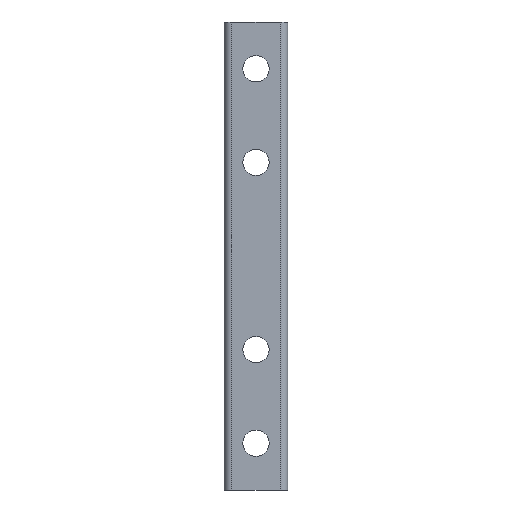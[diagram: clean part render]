
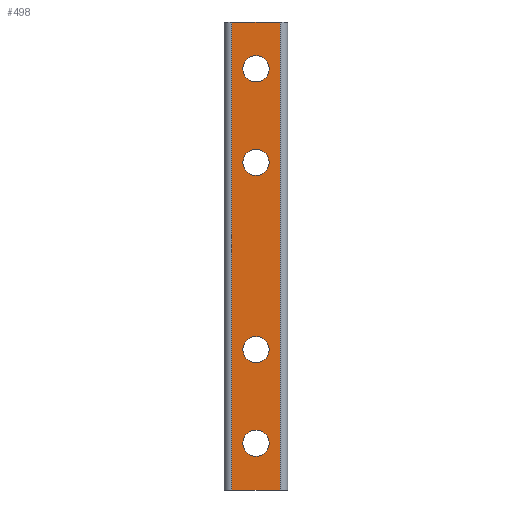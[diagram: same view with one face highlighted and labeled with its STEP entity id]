
A CAD part, front view. The second image highlights one B-rep face of the part: STEP entity #498.
In plain terms, the highlighted planar face has unit normal (0, -1, 0).
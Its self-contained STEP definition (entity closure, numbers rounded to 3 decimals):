
#15=FACE_BOUND('',#93,.T.);
#16=FACE_BOUND('',#94,.T.);
#17=FACE_BOUND('',#95,.T.);
#18=FACE_BOUND('',#96,.T.);
#34=PLANE('',#571);
#62=FACE_OUTER_BOUND('',#92,.T.);
#92=EDGE_LOOP('',(#419,#420,#421,#422));
#93=EDGE_LOOP('',(#423));
#94=EDGE_LOOP('',(#424));
#95=EDGE_LOOP('',(#425));
#96=EDGE_LOOP('',(#426));
#137=LINE('',#832,#181);
#142=LINE('',#849,#186);
#145=LINE('',#855,#189);
#146=LINE('',#856,#190);
#181=VECTOR('',#678,10.);
#186=VECTOR('',#701,10.);
#189=VECTOR('',#706,10.);
#190=VECTOR('',#707,10.);
#205=CIRCLE('',#549,7.);
#207=CIRCLE('',#552,7.);
#209=CIRCLE('',#555,7.);
#211=CIRCLE('',#558,7.);
#244=VERTEX_POINT('',#804);
#246=VERTEX_POINT('',#810);
#248=VERTEX_POINT('',#816);
#250=VERTEX_POINT('',#822);
#252=VERTEX_POINT('',#829);
#253=VERTEX_POINT('',#831);
#256=VERTEX_POINT('',#848);
#258=VERTEX_POINT('',#854);
#292=EDGE_CURVE('',#244,#244,#205,.T.);
#295=EDGE_CURVE('',#246,#246,#207,.T.);
#298=EDGE_CURVE('',#248,#248,#209,.T.);
#301=EDGE_CURVE('',#250,#250,#211,.T.);
#306=EDGE_CURVE('',#253,#252,#137,.T.);
#314=EDGE_CURVE('',#256,#253,#142,.T.);
#317=EDGE_CURVE('',#252,#258,#145,.T.);
#318=EDGE_CURVE('',#258,#256,#146,.T.);
#419=ORIENTED_EDGE('',*,*,#306,.T.);
#420=ORIENTED_EDGE('',*,*,#317,.T.);
#421=ORIENTED_EDGE('',*,*,#318,.T.);
#422=ORIENTED_EDGE('',*,*,#314,.T.);
#423=ORIENTED_EDGE('',*,*,#292,.T.);
#424=ORIENTED_EDGE('',*,*,#295,.T.);
#425=ORIENTED_EDGE('',*,*,#298,.T.);
#426=ORIENTED_EDGE('',*,*,#301,.T.);
#498=ADVANCED_FACE('',(#62,#15,#16,#17,#18),#34,.F.);
#549=AXIS2_PLACEMENT_3D('',#805,#647,#648);
#552=AXIS2_PLACEMENT_3D('',#811,#654,#655);
#555=AXIS2_PLACEMENT_3D('',#817,#661,#662);
#558=AXIS2_PLACEMENT_3D('',#823,#668,#669);
#571=AXIS2_PLACEMENT_3D('',#853,#704,#705);
#647=DIRECTION('center_axis',(0.,1.,0.));
#648=DIRECTION('ref_axis',(-1.,0.,0.));
#654=DIRECTION('center_axis',(0.,1.,0.));
#655=DIRECTION('ref_axis',(-1.,0.,0.));
#661=DIRECTION('center_axis',(0.,1.,0.));
#662=DIRECTION('ref_axis',(-1.,0.,0.));
#668=DIRECTION('center_axis',(0.,1.,0.));
#669=DIRECTION('ref_axis',(-1.,0.,0.));
#678=DIRECTION('',(0.,0.,-1.));
#701=DIRECTION('',(-1.,0.,0.));
#704=DIRECTION('center_axis',(0.,1.,0.));
#705=DIRECTION('ref_axis',(0.,0.,1.));
#706=DIRECTION('',(1.,0.,0.));
#707=DIRECTION('',(0.,0.,1.));
#804=CARTESIAN_POINT('',(-10.,0.,-75.));
#805=CARTESIAN_POINT('Origin',(-17.,0.,-75.));
#810=CARTESIAN_POINT('',(-10.,0.,-225.));
#811=CARTESIAN_POINT('Origin',(-17.,0.,-225.));
#816=CARTESIAN_POINT('',(-10.,0.,-175.));
#817=CARTESIAN_POINT('Origin',(-17.,0.,-175.));
#822=CARTESIAN_POINT('',(-10.,0.,-25.));
#823=CARTESIAN_POINT('Origin',(-17.,0.,-25.));
#829=CARTESIAN_POINT('',(-30.,0.,-250.));
#831=CARTESIAN_POINT('',(-30.,0.,0.));
#832=CARTESIAN_POINT('',(-30.,0.,-62.5));
#848=CARTESIAN_POINT('',(-4.,0.,0.));
#849=CARTESIAN_POINT('',(0.,0.,0.));
#853=CARTESIAN_POINT('Origin',(-17.,0.,-125.));
#854=CARTESIAN_POINT('',(-4.,0.,-250.));
#855=CARTESIAN_POINT('',(-34.,0.,-250.));
#856=CARTESIAN_POINT('',(-4.,0.,-187.5));
